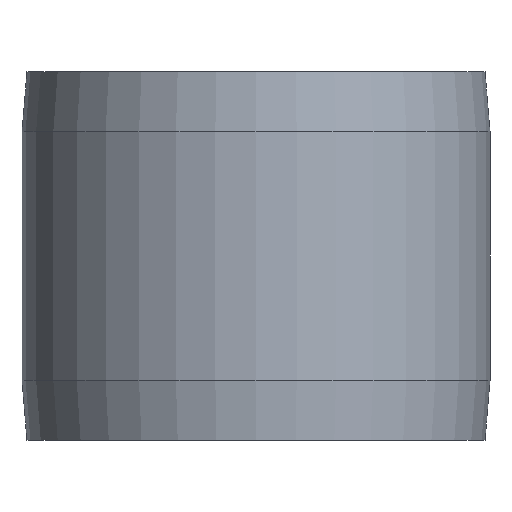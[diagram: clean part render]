
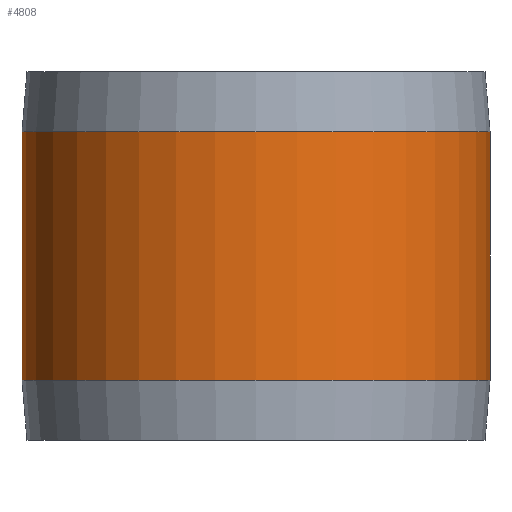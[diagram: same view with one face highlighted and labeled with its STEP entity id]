
A CAD part, left-side view. The second image highlights one B-rep face of the part: STEP entity #4808.
In plain terms, the highlighted cylindrical face has radius 23.5 mm (diameter 47 mm), a partial arc.
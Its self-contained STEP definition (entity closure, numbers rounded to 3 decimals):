
#1349=CARTESIAN_POINT('',(0.,0.,-12.5));
#1350=DIRECTION('',(0.,0.,-1.));
#1351=DIRECTION('',(0.,-1.,0.));
#1352=AXIS2_PLACEMENT_3D('',#1349,#1350,#1351);
#1367=DIRECTION('',(0.,0.,1.));
#1368=VECTOR('',#1367,25.);
#1369=CARTESIAN_POINT('',(0.,23.5,-12.5));
#1370=LINE('',#1369,#1368);
#1371=DIRECTION('',(0.,0.,1.));
#1372=VECTOR('',#1371,25.);
#1373=CARTESIAN_POINT('',(0.,-23.5,-12.5));
#1374=LINE('',#1373,#1372);
#1375=CARTESIAN_POINT('',(0.,0.,12.5));
#1376=DIRECTION('',(0.,0.,-1.));
#1377=DIRECTION('',(0.,-1.,0.));
#1378=AXIS2_PLACEMENT_3D('',#1375,#1376,#1377);
#3765=CARTESIAN_POINT('',(0.,23.5,12.5));
#3766=CARTESIAN_POINT('',(0.,-23.5,12.5));
#3767=VERTEX_POINT('',#3765);
#3768=VERTEX_POINT('',#3766);
#3777=CARTESIAN_POINT('',(0.,23.5,-12.5));
#3778=CARTESIAN_POINT('',(0.,-23.5,-12.5));
#3779=VERTEX_POINT('',#3777);
#3780=VERTEX_POINT('',#3778);
#4796=CARTESIAN_POINT('',(0.,0.,20.35));
#4797=DIRECTION('',(0.,0.,-1.));
#4798=DIRECTION('',(0.,-1.,0.));
#4799=AXIS2_PLACEMENT_3D('',#4796,#4797,#4798);
#4800=CYLINDRICAL_SURFACE('',#4799,23.5);
#4801=ORIENTED_EDGE('',*,*,#4761,.T.);
#4802=ORIENTED_EDGE('',*,*,#4791,.T.);
#4804=ORIENTED_EDGE('',*,*,#4803,.F.);
#4805=ORIENTED_EDGE('',*,*,#4787,.F.);
#4806=EDGE_LOOP('',(#4801,#4802,#4804,#4805));
#4807=FACE_OUTER_BOUND('',#4806,.F.);
#4808=ADVANCED_FACE('',(#4807),#4800,.T.);
#1353=CIRCLE('',#1352,23.5);
#1379=CIRCLE('',#1378,23.5);
#4761=EDGE_CURVE('',#3780,#3779,#1353,.T.);
#4787=EDGE_CURVE('',#3780,#3768,#1374,.T.);
#4791=EDGE_CURVE('',#3779,#3767,#1370,.T.);
#4803=EDGE_CURVE('',#3768,#3767,#1379,.T.);
